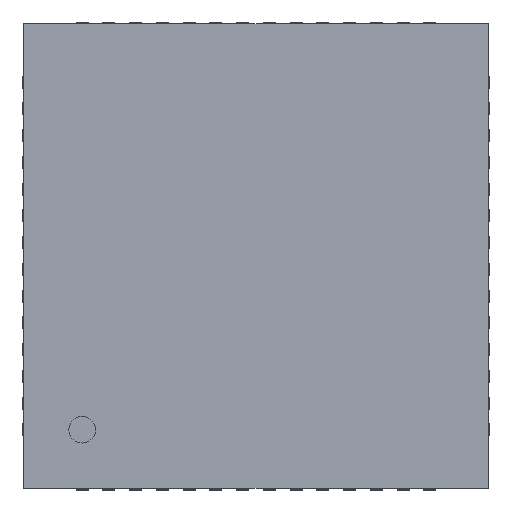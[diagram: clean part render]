
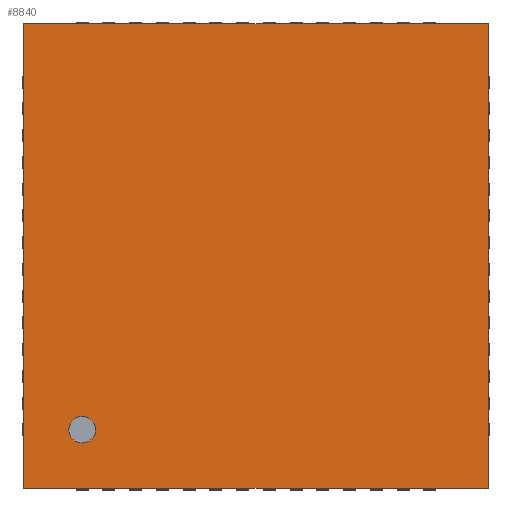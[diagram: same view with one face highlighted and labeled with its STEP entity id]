
A CAD part, top view. The second image highlights one B-rep face of the part: STEP entity #8840.
In plain terms, the highlighted planar face has unit normal (0, 0, 1).
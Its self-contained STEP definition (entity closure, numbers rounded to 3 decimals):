
#2028 = EDGE_CURVE('',#2029,#2031,#2033,.T.);
#2029 = VERTEX_POINT('',#2030);
#2030 = CARTESIAN_POINT('',(-3.475,-3.475,0.95));
#2031 = VERTEX_POINT('',#2032);
#2032 = CARTESIAN_POINT('',(-3.475,3.475,0.95));
#2033 = LINE('',#2034,#2035);
#2034 = CARTESIAN_POINT('',(-3.475,-3.475,0.95));
#2035 = VECTOR('',#2036,1.);
#2036 = DIRECTION('',(0.,1.,0.));
#3741 = EDGE_CURVE('',#2031,#3742,#3744,.T.);
#3742 = VERTEX_POINT('',#3743);
#3743 = CARTESIAN_POINT('',(3.475,3.475,0.95));
#3744 = LINE('',#3745,#3746);
#3745 = CARTESIAN_POINT('',(-3.475,3.475,0.95));
#3746 = VECTOR('',#3747,1.);
#3747 = DIRECTION('',(1.,0.,0.));
#5443 = EDGE_CURVE('',#5444,#3742,#5446,.T.);
#5444 = VERTEX_POINT('',#5445);
#5445 = CARTESIAN_POINT('',(3.475,-3.475,0.95));
#5446 = LINE('',#5447,#5448);
#5447 = CARTESIAN_POINT('',(3.475,-3.475,0.95));
#5448 = VECTOR('',#5449,1.);
#5449 = DIRECTION('',(0.,1.,0.));
#7149 = EDGE_CURVE('',#2029,#5444,#7150,.T.);
#7150 = LINE('',#7151,#7152);
#7151 = CARTESIAN_POINT('',(-3.475,-3.475,0.95));
#7152 = VECTOR('',#7153,1.);
#7153 = DIRECTION('',(1.,0.,0.));
#8840 = ADVANCED_FACE('',(#8841,#8847),#8858,.T.);
#8841 = FACE_BOUND('',#8842,.T.);
#8842 = EDGE_LOOP('',(#8843,#8844,#8845,#8846));
#8843 = ORIENTED_EDGE('',*,*,#2028,.F.);
#8844 = ORIENTED_EDGE('',*,*,#7149,.T.);
#8845 = ORIENTED_EDGE('',*,*,#5443,.T.);
#8846 = ORIENTED_EDGE('',*,*,#3741,.F.);
#8847 = FACE_BOUND('',#8848,.T.);
#8848 = EDGE_LOOP('',(#8849));
#8849 = ORIENTED_EDGE('',*,*,#8850,.T.);
#8850 = EDGE_CURVE('',#8851,#8851,#8853,.T.);
#8851 = VERTEX_POINT('',#8852);
#8852 = CARTESIAN_POINT('',(-2.4,-2.6,0.95));
#8853 = CIRCLE('',#8854,0.2);
#8854 = AXIS2_PLACEMENT_3D('',#8855,#8856,#8857);
#8855 = CARTESIAN_POINT('',(-2.6,-2.6,0.95));
#8856 = DIRECTION('',(0.,0.,-1.));
#8857 = DIRECTION('',(1.,0.,0.));
#8858 = PLANE('',#8859);
#8859 = AXIS2_PLACEMENT_3D('',#8860,#8861,#8862);
#8860 = CARTESIAN_POINT('',(-3.475,-3.475,0.95));
#8861 = DIRECTION('',(0.,0.,1.));
#8862 = DIRECTION('',(1.,0.,0.));
